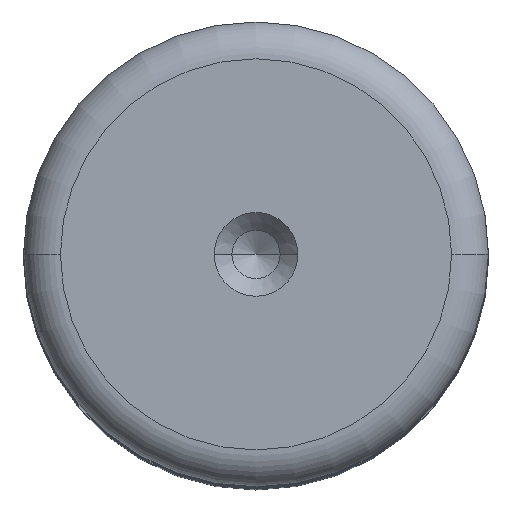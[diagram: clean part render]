
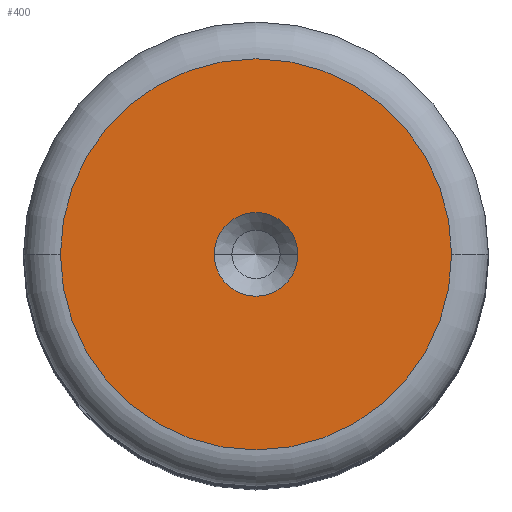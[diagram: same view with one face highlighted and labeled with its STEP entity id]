
A CAD part, top view. The second image highlights one B-rep face of the part: STEP entity #400.
In plain terms, the highlighted planar face has unit normal (0, 0, 1).
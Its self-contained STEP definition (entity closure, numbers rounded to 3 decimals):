
#2 = CIRCLE ( 'NONE', #1653, 10.513 ) ;
#12 = AXIS2_PLACEMENT_3D ( 'NONE', #1239, #67, #1436 ) ;
#63 = CIRCLE ( 'NONE', #12, 10.513 ) ;
#67 = DIRECTION ( 'NONE',  ( 0., 0., 1. ) ) ;
#84 = EDGE_CURVE ( 'NONE', #1420, #949, #2, .T. ) ;
#98 = EDGE_CURVE ( 'NONE', #1836, #1017, #2495, .T. ) ;
#194 = ORIENTED_EDGE ( 'NONE', *, *, #1147, .T. ) ;
#198 = CARTESIAN_POINT ( 'NONE',  ( -10.513, 0., 90. ) ) ;
#270 = CARTESIAN_POINT ( 'NONE',  ( 10.513, 0., 90. ) ) ;
#352 = DIRECTION ( 'NONE',  ( 1., 0., 0. ) ) ;
#400 = ADVANCED_FACE ( 'NONE', ( #2525, #994 ), #2304, .T. ) ;
#494 = EDGE_LOOP ( 'NONE', ( #1268, #577 ) ) ;
#533 = CARTESIAN_POINT ( 'NONE',  ( 0., 0., 90. ) ) ;
#569 = DIRECTION ( 'NONE',  ( 0., 0., 1. ) ) ;
#577 = ORIENTED_EDGE ( 'NONE', *, *, #1055, .F. ) ;
#949 = VERTEX_POINT ( 'NONE', #198 ) ;
#994 = FACE_OUTER_BOUND ( 'NONE', #1007, .T. ) ;
#997 = DIRECTION ( 'NONE',  ( 0., 0., 1. ) ) ;
#1007 = EDGE_LOOP ( 'NONE', ( #2086, #194 ) ) ;
#1017 = VERTEX_POINT ( 'NONE', #2409 ) ;
#1055 = EDGE_CURVE ( 'NONE', #1017, #1836, #1684, .T. ) ;
#1085 = DIRECTION ( 'NONE',  ( 1., 0., 0. ) ) ;
#1147 = EDGE_CURVE ( 'NONE', #949, #1420, #63, .T. ) ;
#1239 = CARTESIAN_POINT ( 'NONE',  ( 0., 0., 90. ) ) ;
#1247 = DIRECTION ( 'NONE',  ( 1., 0., 0. ) ) ;
#1268 = ORIENTED_EDGE ( 'NONE', *, *, #98, .F. ) ;
#1325 = CARTESIAN_POINT ( 'NONE',  ( 0., 0., 90. ) ) ;
#1420 = VERTEX_POINT ( 'NONE', #270 ) ;
#1436 = DIRECTION ( 'NONE',  ( 1., 0., 0. ) ) ;
#1524 = DIRECTION ( 'NONE',  ( 0., 0., 1. ) ) ;
#1653 = AXIS2_PLACEMENT_3D ( 'NONE', #533, #997, #1085 ) ;
#1684 = CIRCLE ( 'NONE', #2048, 2.25 ) ;
#1746 = CARTESIAN_POINT ( 'NONE',  ( 0., 0., 90. ) ) ;
#1833 = DIRECTION ( 'NONE',  ( 0., 0., 1. ) ) ;
#1836 = VERTEX_POINT ( 'NONE', #2115 ) ;
#1844 = CARTESIAN_POINT ( 'NONE',  ( 0., 0., 90. ) ) ;
#1925 = AXIS2_PLACEMENT_3D ( 'NONE', #1844, #1833, #1247 ) ;
#1951 = DIRECTION ( 'NONE',  ( 1., 0., 0. ) ) ;
#1957 = AXIS2_PLACEMENT_3D ( 'NONE', #1325, #1524, #352 ) ;
#2048 = AXIS2_PLACEMENT_3D ( 'NONE', #1746, #569, #1951 ) ;
#2086 = ORIENTED_EDGE ( 'NONE', *, *, #84, .T. ) ;
#2115 = CARTESIAN_POINT ( 'NONE',  ( 2.25, 0., 90. ) ) ;
#2304 = PLANE ( 'NONE',  #1957 ) ;
#2409 = CARTESIAN_POINT ( 'NONE',  ( -2.25, 0., 90. ) ) ;
#2495 = CIRCLE ( 'NONE', #1925, 2.25 ) ;
#2525 = FACE_BOUND ( 'NONE', #494, .T. ) ;
